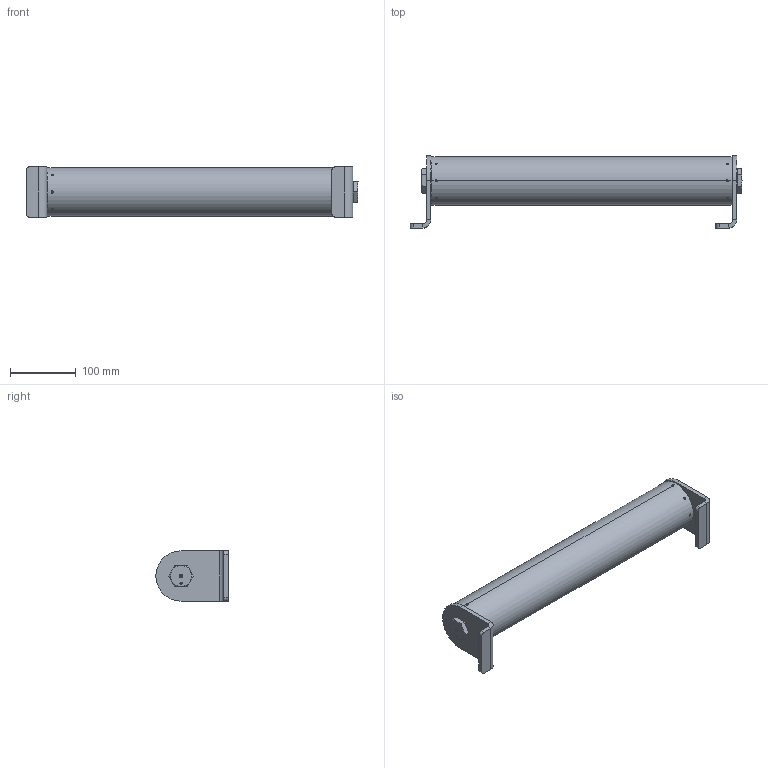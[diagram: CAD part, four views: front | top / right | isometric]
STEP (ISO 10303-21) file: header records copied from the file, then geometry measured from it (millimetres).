
FILE_DESCRIPTION (( 'STEP AP214' ), '1' );
FILE_NAME ('702336.STEP', '2024-05-21T13:51:50', ( '' ), ( '' ), 'SwSTEP 2.0', 'SolidWorks 2021', '' );
FILE_SCHEMA (( 'AUTOMOTIVE_DESIGN' ));
Length unit declared in the file: inch
Products named in the file (1): 702336
Bounding box: 503.22 x 109.47 x 76.2 mm (x, y, z)
Volume: 465950.5 mm3; surface area: 267298.5 mm2
Topology: 34 solids, 34 shells, 2005 faces, 5767 edges, 3833 vertices
Faces by surface type: cylinder 863, plane 501, sphere 334, bspline 192, cone 113, torus 2
Entity records: 115331 total; most frequent: CARTESIAN_POINT 41118, ORIENTED_EDGE 11482, DIRECTION 8165, EDGE_CURVE 5741, VERTEX_POINT 3857, AXIS2_PLACEMENT_3D 3300, B_SPLINE_CURVE_WITH_KNOTS 2306, EDGE_LOOP 2114
